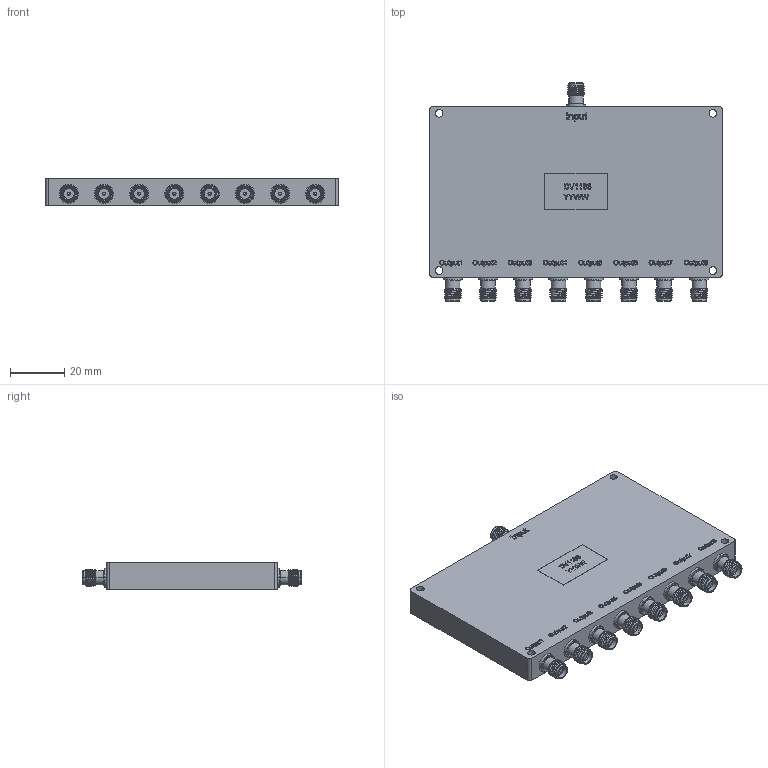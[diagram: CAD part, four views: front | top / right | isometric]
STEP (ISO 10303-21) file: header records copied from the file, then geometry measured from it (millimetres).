
FILE_DESCRIPTION (( 'STEP AP214' ), '1' );
FILE_NAME ('FMDV1183_3D.step', '2023-03-08T23:05:00', ( '' ), ( '' ), 'SwSTEP 2.0', 'SolidWorks 2022', '' );
FILE_SCHEMA (( 'AUTOMOTIVE_DESIGN' ));
Length unit declared in the file: inch
Products named in the file (1): FMDV1183_3D
Bounding box: 108 x 80.7 x 10.08 mm (x, y, z)
Volume: 69570.5 mm3; surface area: 19631 mm2
Topology: 1 solids, 1 shells, 1486 faces, 3885 edges, 2569 vertices
Faces by surface type: plane 684, bspline 466, cylinder 210, cone 108, torus 18
Entity records: 78841 total; most frequent: CARTESIAN_POINT 45741, ORIENTED_EDGE 7770, DIRECTION 5154, EDGE_CURVE 3885, VERTEX_POINT 2569, VECTOR 2272, LINE 2272, EDGE_LOOP 1662
